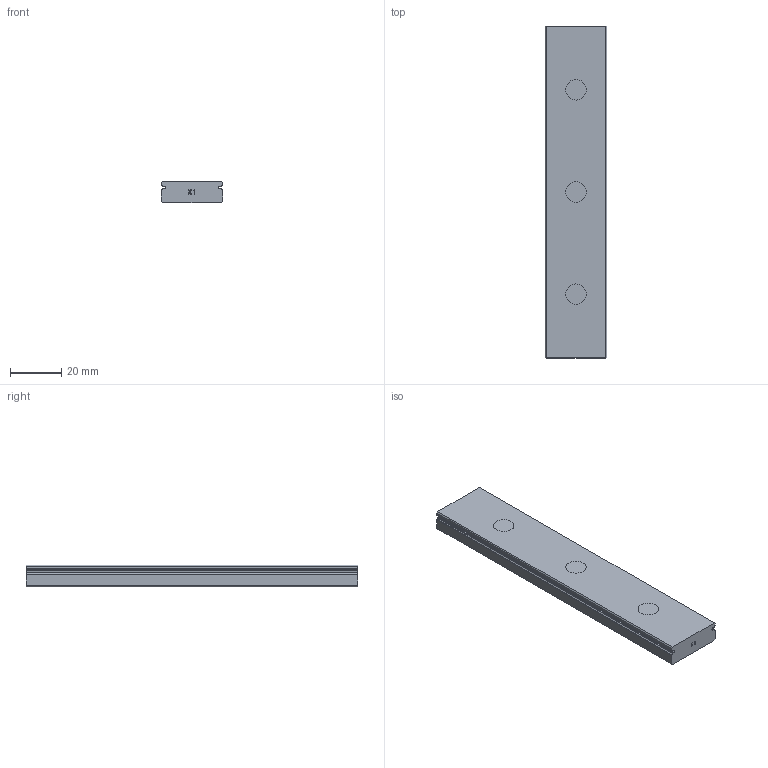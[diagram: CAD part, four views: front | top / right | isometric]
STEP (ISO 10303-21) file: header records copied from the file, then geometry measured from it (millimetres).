
FILE_DESCRIPTION(('STEP AP214'),'1');
FILE_NAME('cctmp_E6D4D293-ADBD-41CE-832A-AE4E74997F8E_2021_02_24_10_18_45_0028..stp','2021-02-24T09:18:45',('HIWIN GmbH'),('CADClick - www.CADClick.com'),'Spatial InterOp 3D',' ','unknown authorization');
FILE_SCHEMA(('AUTOMOTIVE_DESIGN'));
Length unit declared in the file: millimetre
Products named in the file (1): MGWR12R130CM_FILE
Bounding box: 24 x 130 x 8.5 mm (x, y, z)
Volume: 25141.8 mm3; surface area: 9990.5 mm2
Topology: 1 solids, 1 shells, 122 faces, 321 edges, 214 vertices
Faces by surface type: plane 88, cylinder 34
Entity records: 4753 total; most frequent: CARTESIAN_POINT 658, ORIENTED_EDGE 642, DIRECTION 635, EDGE_CURVE 321, LINE 253, VECTOR 253, VERTEX_POINT 214, AXIS2_PLACEMENT_3D 191
